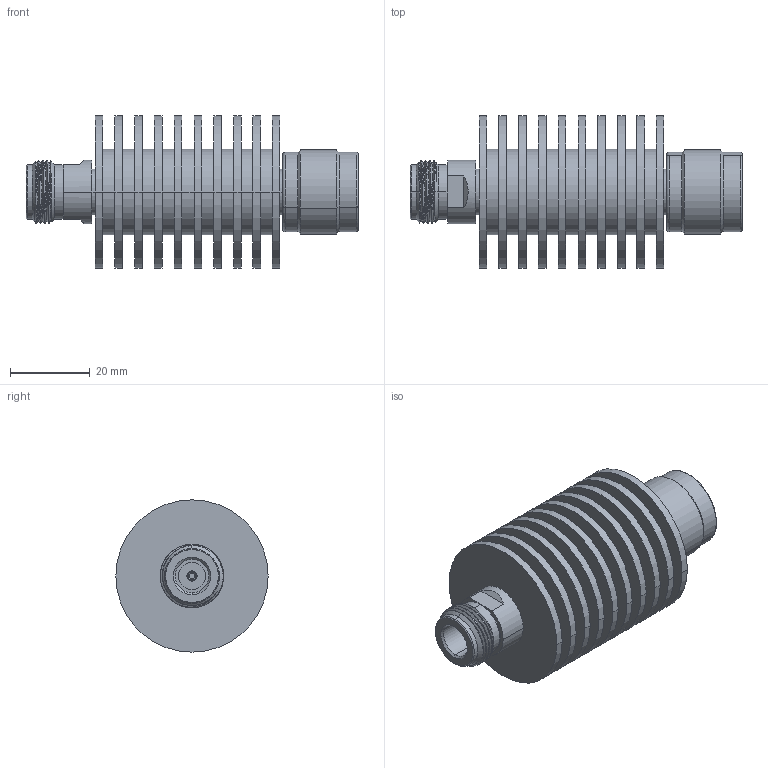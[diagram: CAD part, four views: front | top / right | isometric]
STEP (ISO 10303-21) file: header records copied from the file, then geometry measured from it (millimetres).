
FILE_DESCRIPTION (( 'STEP AP214' ), '1' );
FILE_NAME ('SA4N251-10_3D.step', '2024-09-11T18:01:17', ( '' ), ( '' ), 'SwSTEP 2.0', 'SolidWorks 2022', '' );
FILE_SCHEMA (( 'AUTOMOTIVE_DESIGN' ));
Length unit declared in the file: inch
Products named in the file (1): SA4N251-10_3D
Bounding box: 83.06 x 38.1 x 38.1 mm (x, y, z)
Volume: 38612.8 mm3; surface area: 24835.5 mm2
Topology: 1 solids, 1 shells, 201 faces, 465 edges, 299 vertices
Faces by surface type: cylinder 96, plane 69, cone 23, torus 10, bspline 3
Entity records: 7547 total; most frequent: CARTESIAN_POINT 2939, DIRECTION 988, ORIENTED_EDGE 930, EDGE_CURVE 465, AXIS2_PLACEMENT_3D 410, VERTEX_POINT 299, EDGE_LOOP 234, CIRCLE 211
